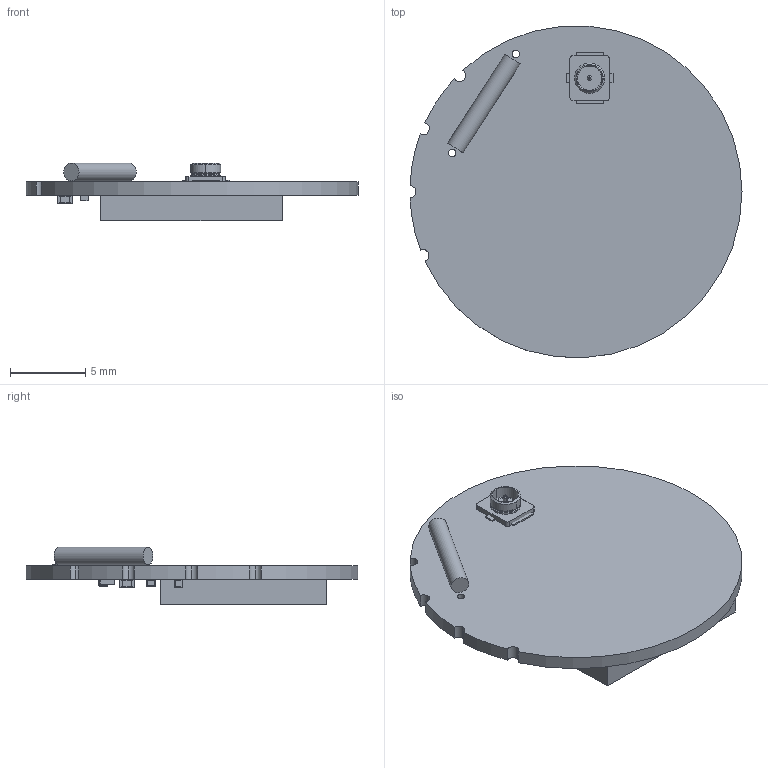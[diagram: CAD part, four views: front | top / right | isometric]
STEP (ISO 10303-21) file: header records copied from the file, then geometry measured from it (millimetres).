
FILE_DESCRIPTION(('Open CASCADE Model'),'2;1');
FILE_NAME('Open CASCADE Shape Model','2019-05-24T09:41:36',('Author'),( 'Open CASCADE'),'Open CASCADE STEP processor 6.8','Open CASCADE 6.8' ,'Unknown');
FILE_SCHEMA(('AUTOMOTIVE_DESIGN { 1 0 10303 214 1 1 1 1 }'));
Length unit declared in the file: millimetre
Products named in the file (46): PCB; Board; Open CASCADE STEP translator 6.8 8.1.1; Open CASCADE STEP translator 6.8 8.1.1.1; S1; 6575764192; Cylinder; R1; 6575815104; Mid_Body; Terminal; Open_CASCADE_STEP_translator_6.8_3.2.1; Mark; C2; 6575811664; Open_CASCADE_STEP_translator_6.8_4.1.1; Open_CASCADE_STEP_translator_6.8_4.1.2; Open_CASCADE_STEP_translator_6.8_4.2.1; L3; 6575811024; Open_CASCADE_STEP_translator_6.8_1.1.1; Open_CASCADE_STEP_translator_6.8_1.1.2; Open_CASCADE_STEP_translator_6.8_1.2.1; L2; 6575813904; C1; A1; 6575866080; Extruded; CON2; SW3dPS-UFL-R-SMD; SW3dPS-UFL-R-SMD_Part_525; SW3dPS-UFL-R-SMD_Part_540; SW3dPS-UFL-R-SMD_Part_739; SW3dPS-UFL-R-SMD_Part_555; SW3dPS-UFL-R-SMD_Part_578; SW3dPS-UFL-R-SMD_Part_562
Assembly tree (47 placements, depth 5):
  PCB
    Board
      Open CASCADE STEP translator 6.8 8.1.1
        Open CASCADE STEP translator 6.8 8.1.1.1
    S1
      6575764192
        Cylinder
    R1
      6575815104
        Mid_Body
        Terminal  x2
          Open_CASCADE_STEP_translator_6.8_3.2.1
        Mark
    C2
      6575811664
        Terminal
          Open_CASCADE_STEP_translator_6.8_4.1.1
          Open_CASCADE_STEP_translator_6.8_4.1.2
        Mid_Body
          Open_CASCADE_STEP_translator_6.8_4.2.1
    L3
      6575811024
        Terminal
          Open_CASCADE_STEP_translator_6.8_1.1.1
          Open_CASCADE_STEP_translator_6.8_1.1.2
        Mid_Body
          Open_CASCADE_STEP_translator_6.8_1.2.1
    L2
      6575813904
        Terminal
          Open_CASCADE_STEP_translator_6.8_1.1.1
          Open_CASCADE_STEP_translator_6.8_1.1.2
        Mid_Body
          Open_CASCADE_STEP_translator_6.8_1.2.1
    C1
      6575811664
        Terminal
          Open_CASCADE_STEP_translator_6.8_4.1.1
          Open_CASCADE_STEP_translator_6.8_4.1.2
        Mid_Body
          Open_CASCADE_STEP_translator_6.8_4.2.1
    A1
      6575866080
        Extruded
    CON2
      SW3dPS-UFL-R-SMD
        SW3dPS-UFL-R-SMD_Part_525
        SW3dPS-UFL-R-SMD_Part_540
        SW3dPS-UFL-R-SMD_Part_739
        SW3dPS-UFL-R-SMD_Part_555
        SW3dPS-UFL-R-SMD_Part_578
        SW3dPS-UFL-R-SMD_Part_562
Bounding box: 21.99 x 21.95 x 3.84 mm (x, y, z)
Volume: 575 mm3; surface area: 1255.2 mm2
Topology: 25 solids, 25 shells, 300 faces, 668 edges, 388 vertices
Faces by surface type: plane 148, cylinder 110, sphere 32, cone 8, bspline 2
Full cylindrical faces by diameter (mm): 0.5 x2, 1.2 x1
Entity records: 7926 total; most frequent: DIRECTION 1282, CARTESIAN_POINT 1160, ORIENTED_EDGE 1032, EDGE_CURVE 516, AXIS2_PLACEMENT_3D 478, LINE 326, VECTOR 326, VERTEX_POINT 316
